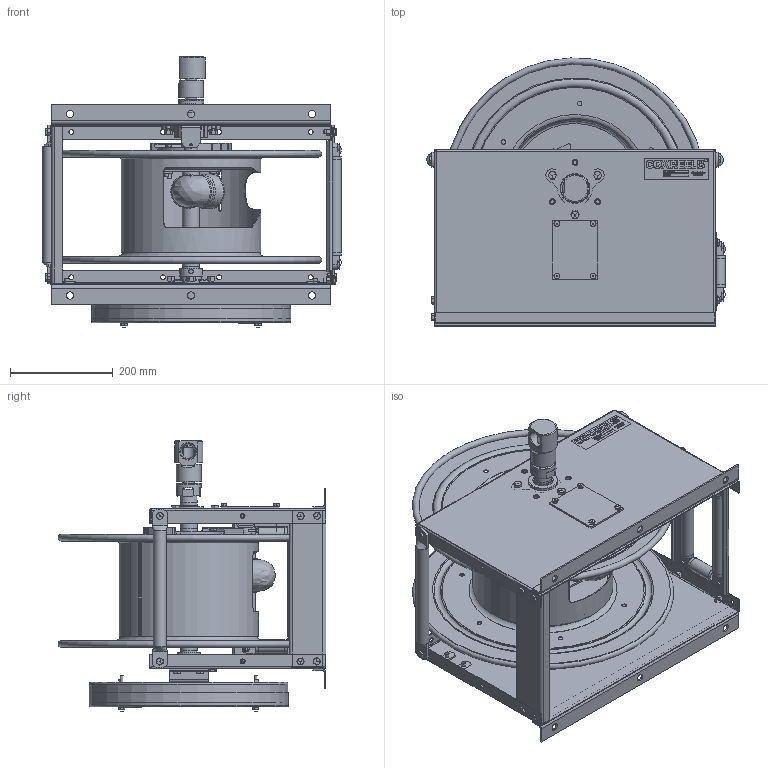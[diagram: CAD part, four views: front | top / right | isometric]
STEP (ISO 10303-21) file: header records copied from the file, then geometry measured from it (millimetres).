
FILE_DESCRIPTION((''),'2;1');
FILE_NAME('SLPL-625_Shrinkwrap_SHARED.stp','2014-06-19T09:39:57',('JKusbel'),(''),'Autodesk Inventor 2013','Autodesk Inventor 2013','');
FILE_SCHEMA(('AUTOMOTIVE_DESIGN { 1 0 10303 214 1 1 1 1 }'));
Length unit declared in the file: inch
Products named in the file (1): SLPL-625_Shrinkwrap_SHARED
Bounding box: 580.13 x 520.56 x 524.58 mm (x, y, z)
Surface area: 2853083.4 mm2 (no closed solid volume)
Topology: 0 solids, 223 shells, 579 faces, 4384 edges, 3922 vertices
Faces by surface type: plane 389, cylinder 127, torus 28, bspline 17, cone 13, sphere 4, revolution 1
Full cylindrical faces by diameter (mm): 6.35 x4, 7.798 x3, 7.938 x13, 12.7 x5, 14.288 x5, 22.225 x1, 25.4 x16, 31.674 x1, 33.223 x2, 33.401 x2, 40.767 x1, 41.275 x1, 44.323 x1, 48.768 x2, 57.125 x1, 262.392 x1, 387.096 x1, 388.62 x1
Entity records: 44352 total; most frequent: CARTESIAN_POINT 13201, DIRECTION 5198, ORIENTED_EDGE 4842, EDGE_CURVE 4267, VERTEX_POINT 3897, VECTOR 2121, LINE 2121, AXIS2_PLACEMENT_3D 1538
